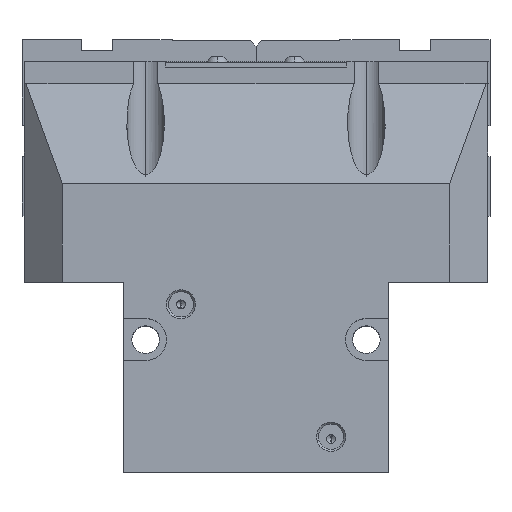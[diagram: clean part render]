
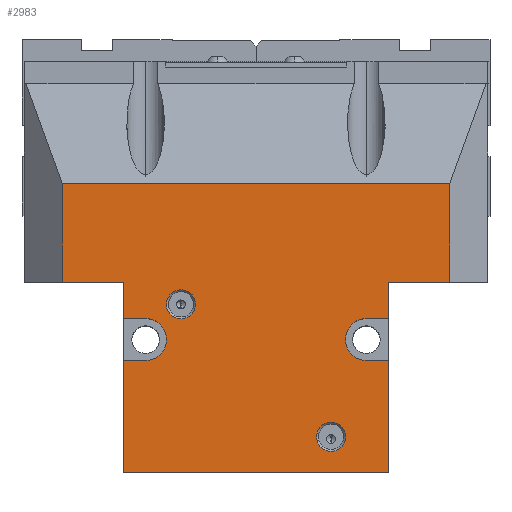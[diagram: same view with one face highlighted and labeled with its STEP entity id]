
A CAD part, top view. The second image highlights one B-rep face of the part: STEP entity #2983.
In plain terms, the highlighted planar face has unit normal (0, 0, 1).
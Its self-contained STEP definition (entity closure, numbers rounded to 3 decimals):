
#1883 = VERTEX_POINT( '', #5491 );
#2289 = EDGE_CURVE( '', #5297, #3971, #5944, .T. );
#2317 = EDGE_CURVE( '', #3971, #4713, #5973, .T. );
#2465 = VERTEX_POINT( '', #6134 );
#2595 = VERTEX_POINT( '', #6285 );
#2675 = VERTEX_POINT( '', #6371 );
#2855 = EDGE_CURVE( '', #1883, #4495, #6561, .T. );
#2947 = EDGE_CURVE( '', #4967, #4431, #6665, .T. );
#2983 = ADVANCED_FACE( '', ( #6704, #6705, #6706 ), #6707, .T. );
#3103 = EDGE_CURVE( '', #4543, #4585, #6842, .T. );
#3229 = EDGE_CURVE( '', #2675, #2595, #6981, .T. );
#3415 = EDGE_CURVE( '', #4237, #5323, #7182, .T. );
#3419 = EDGE_CURVE( '', #4585, #4759, #7186, .T. );
#3489 = EDGE_CURVE( '', #4817, #4543, #7262, .T. );
#3525 = EDGE_CURVE( '', #5323, #4237, #7300, .T. );
#3717 = EDGE_CURVE( '', #2595, #2675, #7520, .T. );
#3971 = VERTEX_POINT( '', #7794 );
#3975 = EDGE_CURVE( '', #4759, #4455, #7798, .T. );
#4041 = VERTEX_POINT( '', #7874 );
#4089 = EDGE_CURVE( '', #4799, #4041, #7930, .T. );
#4139 = VERTEX_POINT( '', #7985 );
#4237 = VERTEX_POINT( '', #8097 );
#4249 = EDGE_CURVE( '', #4455, #5297, #8111, .T. );
#4349 = EDGE_CURVE( '', #4139, #4495, #8224, .T. );
#4421 = EDGE_CURVE( '', #4139, #4799, #8305, .T. );
#4431 = VERTEX_POINT( '', #8318 );
#4455 = VERTEX_POINT( '', #8348 );
#4495 = VERTEX_POINT( '', #8394 );
#4509 = EDGE_CURVE( '', #4041, #2465, #8408, .T. );
#4517 = EDGE_CURVE( '', #2465, #4967, #8416, .T. );
#4543 = VERTEX_POINT( '', #8447 );
#4585 = VERTEX_POINT( '', #8497 );
#4643 = EDGE_CURVE( '', #4713, #1883, #8566, .T. );
#4713 = VERTEX_POINT( '', #8643 );
#4759 = VERTEX_POINT( '', #8695 );
#4799 = VERTEX_POINT( '', #8738 );
#4817 = VERTEX_POINT( '', #8760 );
#4933 = EDGE_CURVE( '', #4431, #4817, #8889, .T. );
#4967 = VERTEX_POINT( '', #8924 );
#5297 = VERTEX_POINT( '', #9290 );
#5323 = VERTEX_POINT( '', #9317 );
#5491 = CARTESIAN_POINT( '', ( -60., 50.5, 49.5 ) );
#5944 = LINE( '', #10213, #10214 );
#5973 = CIRCLE( '', #10255, 9.5 );
#6134 = CARTESIAN_POINT( '', ( 50., 69.5, 49.5 ) );
#6285 = CARTESIAN_POINT( '', ( -34., 82.579, 49.5 ) );
#6371 = CARTESIAN_POINT( '', ( -34., 69.422, 49.5 ) );
#6561 = LINE( '', #11091, #11092 );
#6665 = LINE( '', #11239, #11240 );
#6704 = FACE_BOUND( '', #11289, .T. );
#6705 = FACE_BOUND( '', #11290, .T. );
#6706 = FACE_OUTER_BOUND( '', #11291, .T. );
#6707 = PLANE( '', #11292 );
#6842 = LINE( '', #11472, #11473 );
#6981 = CIRCLE( '', #11660, 6.578 );
#7182 = CIRCLE( '', #11937, 6.579 );
#7186 = LINE( '', #11942, #11943 );
#7262 = LINE( '', #12037, #12038 );
#7300 = CIRCLE( '', #12127, 6.579 );
#7520 = CIRCLE( '', #12516, 6.578 );
#7794 = CARTESIAN_POINT( '', ( -50., 69.5, 49.5 ) );
#7798 = LINE( '', #13004, #13005 );
#7874 = CARTESIAN_POINT( '', ( 50., 50.5, 49.5 ) );
#7930 = LINE( '', #13186, #13187 );
#7985 = CARTESIAN_POINT( '', ( 60., 0., 49.5 ) );
#8097 = CARTESIAN_POINT( '', ( 34., 9.422, 49.5 ) );
#8111 = LINE( '', #13465, #13466 );
#8224 = LINE( '', #13643, #13644 );
#8305 = LINE( '', #13749, #13750 );
#8318 = CARTESIAN_POINT( '', ( 60., 86., 49.5 ) );
#8348 = CARTESIAN_POINT( '', ( -60., 86., 49.5 ) );
#8394 = CARTESIAN_POINT( '', ( -60., 0., 49.5 ) );
#8408 = CIRCLE( '', #13891, 9.5 );
#8416 = LINE( '', #13906, #13907 );
#8447 = CARTESIAN_POINT( '', ( 87.75, 130.667, 49.5 ) );
#8497 = CARTESIAN_POINT( '', ( -87.75, 130.667, 49.5 ) );
#8566 = LINE( '', #14107, #14108 );
#8643 = CARTESIAN_POINT( '', ( -50., 50.5, 49.5 ) );
#8695 = CARTESIAN_POINT( '', ( -87.75, 86., 49.5 ) );
#8738 = CARTESIAN_POINT( '', ( 60., 50.5, 49.5 ) );
#8760 = CARTESIAN_POINT( '', ( 87.75, 86., 49.5 ) );
#8889 = LINE( '', #14585, #14586 );
#8924 = CARTESIAN_POINT( '', ( 60., 69.5, 49.5 ) );
#9290 = CARTESIAN_POINT( '', ( -60., 69.5, 49.5 ) );
#9317 = CARTESIAN_POINT( '', ( 34., 22.579, 49.5 ) );
#10213 = CARTESIAN_POINT( '', ( 27.5, 69.5, 49.5 ) );
#10214 = VECTOR( '', #16042, 1. );
#10255 = AXIS2_PLACEMENT_3D( '', #16061, #16062, #16063 );
#11091 = CARTESIAN_POINT( '', ( -60., 65.333, 49.5 ) );
#11092 = VECTOR( '', #16648, 1. );
#11239 = CARTESIAN_POINT( '', ( 60., 108.333, 49.5 ) );
#11240 = VECTOR( '', #16790, 1. );
#11289 = EDGE_LOOP( '', ( #16825, #16826 ) );
#11290 = EDGE_LOOP( '', ( #16827, #16828 ) );
#11291 = EDGE_LOOP( '', ( #16829, #16830, #16831, #16832, #16833, #16834, #16835, #16836, #16837, #16838, #16839, #16840, #16841, #16842, #16843, #16844 ) );
#11292 = AXIS2_PLACEMENT_3D( '', #16845, #16846, #16847 );
#11472 = CARTESIAN_POINT( '', ( 105., 130.667, 49.5 ) );
#11473 = VECTOR( '', #17014, 1. );
#11660 = AXIS2_PLACEMENT_3D( '', #17167, #17168, #17169 );
#11937 = AXIS2_PLACEMENT_3D( '', #17351, #17352, #17353 );
#11942 = CARTESIAN_POINT( '', ( -87.75, 65.333, 49.5 ) );
#11943 = VECTOR( '', #17354, 1. );
#12037 = CARTESIAN_POINT( '', ( 87.75, 65.333, 49.5 ) );
#12038 = VECTOR( '', #17428, 1. );
#12127 = AXIS2_PLACEMENT_3D( '', #17462, #17463, #17464 );
#12516 = AXIS2_PLACEMENT_3D( '', #17724, #17725, #17726 );
#13004 = CARTESIAN_POINT( '', ( 22.5, 86., 49.5 ) );
#13005 = VECTOR( '', #17995, 1. );
#13186 = CARTESIAN_POINT( '', ( 77.5, 50.5, 49.5 ) );
#13187 = VECTOR( '', #18147, 1. );
#13465 = CARTESIAN_POINT( '', ( -60., 65.333, 49.5 ) );
#13466 = VECTOR( '', #18392, 1. );
#13643 = CARTESIAN_POINT( '', ( 105., 0., 49.5 ) );
#13644 = VECTOR( '', #18526, 1. );
#13749 = CARTESIAN_POINT( '', ( 60., 108.333, 49.5 ) );
#13750 = VECTOR( '', #18620, 1. );
#13891 = AXIS2_PLACEMENT_3D( '', #18772, #18773, #18774 );
#13906 = CARTESIAN_POINT( '', ( 87.5, 69.5, 49.5 ) );
#13907 = VECTOR( '', #18778, 1. );
#14107 = CARTESIAN_POINT( '', ( 17.5, 50.5, 49.5 ) );
#14108 = VECTOR( '', #18995, 1. );
#14585 = CARTESIAN_POINT( '', ( 105., 86., 49.5 ) );
#14586 = VECTOR( '', #19339, 1. );
#16042 = DIRECTION( '', ( 1., 0., 0. ) );
#16061 = CARTESIAN_POINT( '', ( -50., 60., 49.5 ) );
#16062 = DIRECTION( '', ( 0., 0., -1. ) );
#16063 = DIRECTION( '', ( 0., -1., 0. ) );
#16648 = DIRECTION( '', ( 0., -1., 0. ) );
#16790 = DIRECTION( '', ( 0., 1., 0. ) );
#16825 = ORIENTED_EDGE( '', *, *, #3525, .T. );
#16826 = ORIENTED_EDGE( '', *, *, #3415, .T. );
#16827 = ORIENTED_EDGE( '', *, *, #3717, .T. );
#16828 = ORIENTED_EDGE( '', *, *, #3229, .T. );
#16829 = ORIENTED_EDGE( '', *, *, #4089, .T. );
#16830 = ORIENTED_EDGE( '', *, *, #4509, .T. );
#16831 = ORIENTED_EDGE( '', *, *, #4517, .T. );
#16832 = ORIENTED_EDGE( '', *, *, #2947, .T. );
#16833 = ORIENTED_EDGE( '', *, *, #4933, .T. );
#16834 = ORIENTED_EDGE( '', *, *, #3489, .T. );
#16835 = ORIENTED_EDGE( '', *, *, #3103, .T. );
#16836 = ORIENTED_EDGE( '', *, *, #3419, .T. );
#16837 = ORIENTED_EDGE( '', *, *, #3975, .T. );
#16838 = ORIENTED_EDGE( '', *, *, #4249, .T. );
#16839 = ORIENTED_EDGE( '', *, *, #2289, .T. );
#16840 = ORIENTED_EDGE( '', *, *, #2317, .T. );
#16841 = ORIENTED_EDGE( '', *, *, #4643, .T. );
#16842 = ORIENTED_EDGE( '', *, *, #2855, .T. );
#16843 = ORIENTED_EDGE( '', *, *, #4349, .F. );
#16844 = ORIENTED_EDGE( '', *, *, #4421, .T. );
#16845 = CARTESIAN_POINT( '', ( 105., 130.667, 49.5 ) );
#16846 = DIRECTION( '', ( 0., 0., 1. ) );
#16847 = DIRECTION( '', ( 0., 1., 0. ) );
#17014 = DIRECTION( '', ( -1., 0., 0. ) );
#17167 = CARTESIAN_POINT( '', ( -34., 76., 49.5 ) );
#17168 = DIRECTION( '', ( 0., 0., -1. ) );
#17169 = DIRECTION( '', ( 0., 1., 0. ) );
#17351 = CARTESIAN_POINT( '', ( 34., 16., 49.5 ) );
#17352 = DIRECTION( '', ( 0., 0., -1. ) );
#17353 = DIRECTION( '', ( 0., 1., 0. ) );
#17354 = DIRECTION( '', ( 0., -1., 0. ) );
#17428 = DIRECTION( '', ( 0., 1., 0. ) );
#17462 = CARTESIAN_POINT( '', ( 34., 16., 49.5 ) );
#17463 = DIRECTION( '', ( 0., 0., -1. ) );
#17464 = DIRECTION( '', ( 0., 1., 0. ) );
#17724 = CARTESIAN_POINT( '', ( -34., 76., 49.5 ) );
#17725 = DIRECTION( '', ( 0., 0., -1. ) );
#17726 = DIRECTION( '', ( 0., 1., 0. ) );
#17995 = DIRECTION( '', ( 1., 0., 0. ) );
#18147 = DIRECTION( '', ( -1., 0., 0. ) );
#18392 = DIRECTION( '', ( 0., -1., 0. ) );
#18526 = DIRECTION( '', ( -1., 0., 0. ) );
#18620 = DIRECTION( '', ( 0., 1., 0. ) );
#18772 = CARTESIAN_POINT( '', ( 50., 60., 49.5 ) );
#18773 = DIRECTION( '', ( 0., 0., -1. ) );
#18774 = DIRECTION( '', ( 0., 1., 0. ) );
#18778 = DIRECTION( '', ( 1., 0., 0. ) );
#18995 = DIRECTION( '', ( -1., 0., 0. ) );
#19339 = DIRECTION( '', ( 1., 0., 0. ) );
